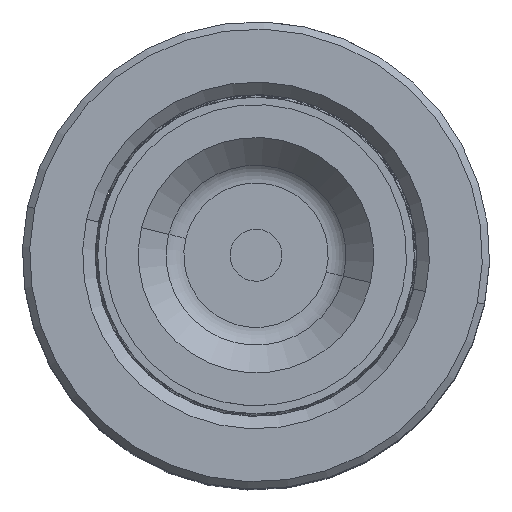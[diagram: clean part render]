
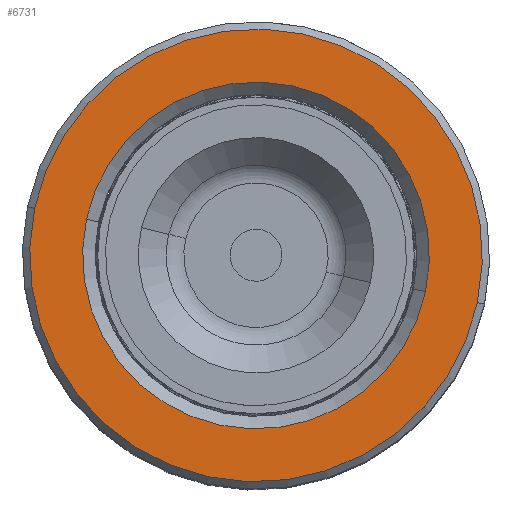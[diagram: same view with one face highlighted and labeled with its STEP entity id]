
A CAD part, top view. The second image highlights one B-rep face of the part: STEP entity #6731.
In plain terms, the highlighted planar face has unit normal (0, 0, 1).
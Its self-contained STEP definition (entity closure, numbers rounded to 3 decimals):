
#3683 = DIRECTION ( 'NONE',  ( 0., 0., -1. ) ) ;
#3845 = CARTESIAN_POINT ( 'NONE',  ( 21.8, 0., 60. ) ) ;
#4236 = DIRECTION ( 'NONE',  ( 1., 0., 0. ) ) ;
#5085 = CARTESIAN_POINT ( 'NONE',  ( 0., 0., 60. ) ) ;
#6731 = ADVANCED_FACE ( 'NONE', ( #41749, #49655 ), #8600, .T. ) ;
#7326 = DIRECTION ( 'NONE',  ( 1., 0., 0. ) ) ;
#8266 = AXIS2_PLACEMENT_3D ( 'NONE', #9840, #43673, #34622 ) ;
#8600 = PLANE ( 'NONE',  #20225 ) ;
#8804 = ORIENTED_EDGE ( 'NONE', *, *, #11822, .T. ) ;
#9122 = VERTEX_POINT ( 'NONE', #45251 ) ;
#9840 = CARTESIAN_POINT ( 'NONE',  ( 0., 0., 60. ) ) ;
#11822 = EDGE_CURVE ( 'NONE', #16889, #22484, #39521, .T. ) ;
#12201 = CARTESIAN_POINT ( 'NONE',  ( 0., 0., 60. ) ) ;
#12959 = VERTEX_POINT ( 'NONE', #13097 ) ;
#13097 = CARTESIAN_POINT ( 'NONE',  ( 16.7, 0., 60. ) ) ;
#14594 = CIRCLE ( 'NONE', #20596, 21.8 ) ;
#16033 = CIRCLE ( 'NONE', #18680, 16.7 ) ;
#16889 = VERTEX_POINT ( 'NONE', #41037 ) ;
#18680 = AXIS2_PLACEMENT_3D ( 'NONE', #53964, #49859, #7326 ) ;
#18723 = ORIENTED_EDGE ( 'NONE', *, *, #20067, .T. ) ;
#20067 = EDGE_CURVE ( 'NONE', #9122, #12959, #16033, .T. ) ;
#20225 = AXIS2_PLACEMENT_3D ( 'NONE', #5085, #30568, #34648 ) ;
#20596 = AXIS2_PLACEMENT_3D ( 'NONE', #23358, #23555, #39642 ) ;
#22484 = VERTEX_POINT ( 'NONE', #3845 ) ;
#23358 = CARTESIAN_POINT ( 'NONE',  ( 0., 0., 60. ) ) ;
#23555 = DIRECTION ( 'NONE',  ( 0., 0., 1. ) ) ;
#27300 = EDGE_CURVE ( 'NONE', #12959, #9122, #46802, .T. ) ;
#29039 = EDGE_LOOP ( 'NONE', ( #49241, #18723 ) ) ;
#30568 = DIRECTION ( 'NONE',  ( 0., 0., 1. ) ) ;
#34622 = DIRECTION ( 'NONE',  ( 1., 0., 0. ) ) ;
#34648 = DIRECTION ( 'NONE',  ( 1., 0., 0. ) ) ;
#39521 = CIRCLE ( 'NONE', #8266, 21.8 ) ;
#39642 = DIRECTION ( 'NONE',  ( 1., 0., 0. ) ) ;
#41037 = CARTESIAN_POINT ( 'NONE',  ( -21.8, 0., 60. ) ) ;
#41749 = FACE_OUTER_BOUND ( 'NONE', #51884, .T. ) ;
#42220 = AXIS2_PLACEMENT_3D ( 'NONE', #12201, #3683, #4236 ) ;
#43673 = DIRECTION ( 'NONE',  ( 0., 0., 1. ) ) ;
#44227 = EDGE_CURVE ( 'NONE', #22484, #16889, #14594, .T. ) ;
#45183 = ORIENTED_EDGE ( 'NONE', *, *, #44227, .T. ) ;
#45251 = CARTESIAN_POINT ( 'NONE',  ( -16.7, 0., 60. ) ) ;
#46802 = CIRCLE ( 'NONE', #42220, 16.7 ) ;
#49241 = ORIENTED_EDGE ( 'NONE', *, *, #27300, .T. ) ;
#49655 = FACE_BOUND ( 'NONE', #29039, .T. ) ;
#49859 = DIRECTION ( 'NONE',  ( 0., 0., -1. ) ) ;
#51884 = EDGE_LOOP ( 'NONE', ( #8804, #45183 ) ) ;
#53964 = CARTESIAN_POINT ( 'NONE',  ( 0., 0., 60. ) ) ;
